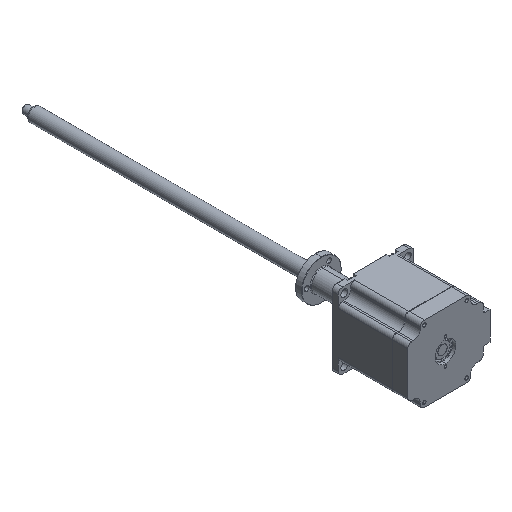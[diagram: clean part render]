
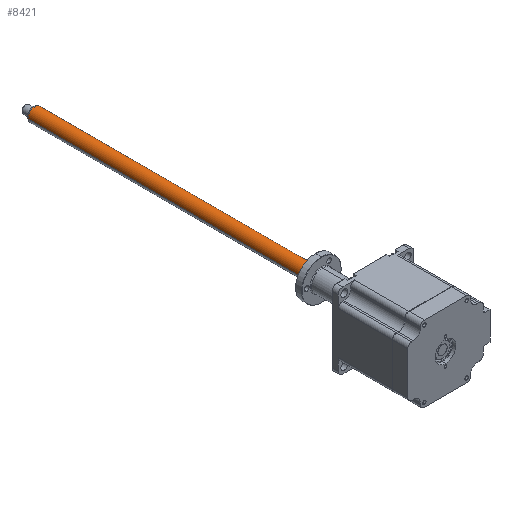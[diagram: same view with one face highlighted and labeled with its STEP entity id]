
A CAD part, isometric view. The second image highlights one B-rep face of the part: STEP entity #8421.
In plain terms, the highlighted cylindrical face has radius 5 mm (diameter 10 mm), a partial arc.
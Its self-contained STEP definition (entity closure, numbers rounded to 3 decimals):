
#12 = CARTESIAN_POINT ( 'NONE',  ( -22.261, 9.999, 32.791 ) ) ;
#18 = VECTOR ( 'NONE', #4060, 1000. ) ;
#227 = CIRCLE ( 'NONE', #5404, 5. ) ;
#394 = VERTEX_POINT ( 'NONE', #12 ) ;
#1066 = DIRECTION ( 'NONE',  ( 0., -1., 0. ) ) ;
#1101 = CARTESIAN_POINT ( 'NONE',  ( -17.293, 258.999, 33.35 ) ) ;
#1311 = EDGE_CURVE ( 'NONE', #11214, #3804, #227, .T. ) ;
#1514 = ORIENTED_EDGE ( 'NONE', *, *, #5349, .F. ) ;
#1561 = LINE ( 'NONE', #9664, #8324 ) ;
#2025 = DIRECTION ( 'NONE',  ( 0., -1., 0. ) ) ;
#2406 = CARTESIAN_POINT ( 'NONE',  ( -22.261, 258.999, 32.791 ) ) ;
#2991 = DIRECTION ( 'NONE',  ( 0., -1., 0. ) ) ;
#3029 = EDGE_LOOP ( 'NONE', ( #1514, #9255, #10474, #4414 ) ) ;
#3050 = AXIS2_PLACEMENT_3D ( 'NONE', #9097, #2025, #7314 ) ;
#3432 = VERTEX_POINT ( 'NONE', #5218 ) ;
#3804 = VERTEX_POINT ( 'NONE', #2406 ) ;
#3849 = DIRECTION ( 'NONE',  ( 0.994, 0., 0.112 ) ) ;
#4060 = DIRECTION ( 'NONE',  ( 0., -1., 0. ) ) ;
#4414 = ORIENTED_EDGE ( 'NONE', *, *, #8061, .F. ) ;
#5218 = CARTESIAN_POINT ( 'NONE',  ( -12.324, 9.999, 33.909 ) ) ;
#5349 = EDGE_CURVE ( 'NONE', #11214, #3432, #1561, .T. ) ;
#5404 = AXIS2_PLACEMENT_3D ( 'NONE', #1101, #1066, #3849 ) ;
#7142 = CARTESIAN_POINT ( 'NONE',  ( -12.324, 258.999, 33.909 ) ) ;
#7314 = DIRECTION ( 'NONE',  ( -0.994, 0., -0.112 ) ) ;
#8061 = EDGE_CURVE ( 'NONE', #3432, #394, #9855, .T. ) ;
#8062 = CYLINDRICAL_SURFACE ( 'NONE', #3050, 5. ) ;
#8286 = CARTESIAN_POINT ( 'NONE',  ( -17.293, 9.999, 33.35 ) ) ;
#8324 = VECTOR ( 'NONE', #11403, 1000. ) ;
#8421 = ADVANCED_FACE ( 'NONE', ( #10658 ), #8062, .T. ) ;
#8716 = EDGE_CURVE ( 'NONE', #3804, #394, #9446, .T. ) ;
#8831 = AXIS2_PLACEMENT_3D ( 'NONE', #8286, #2991, #9173 ) ;
#9097 = CARTESIAN_POINT ( 'NONE',  ( -17.293, 259.999, 33.35 ) ) ;
#9173 = DIRECTION ( 'NONE',  ( -0.994, 0., -0.112 ) ) ;
#9255 = ORIENTED_EDGE ( 'NONE', *, *, #1311, .T. ) ;
#9446 = LINE ( 'NONE', #10222, #18 ) ;
#9664 = CARTESIAN_POINT ( 'NONE',  ( -12.324, 259.999, 33.909 ) ) ;
#9855 = CIRCLE ( 'NONE', #8831, 5. ) ;
#10222 = CARTESIAN_POINT ( 'NONE',  ( -22.261, 259.999, 32.791 ) ) ;
#10474 = ORIENTED_EDGE ( 'NONE', *, *, #8716, .T. ) ;
#10658 = FACE_OUTER_BOUND ( 'NONE', #3029, .T. ) ;
#11214 = VERTEX_POINT ( 'NONE', #7142 ) ;
#11403 = DIRECTION ( 'NONE',  ( 0., -1., 0. ) ) ;
